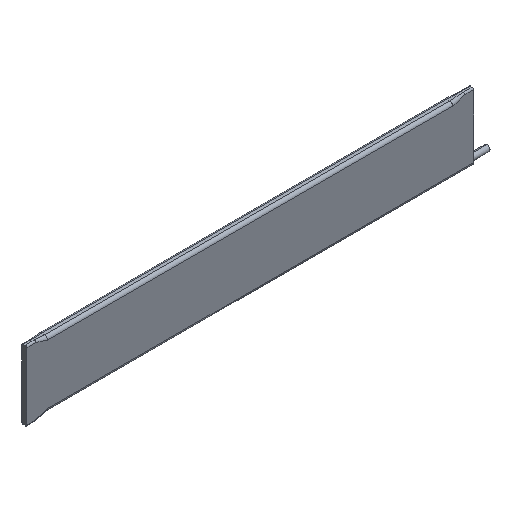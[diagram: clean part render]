
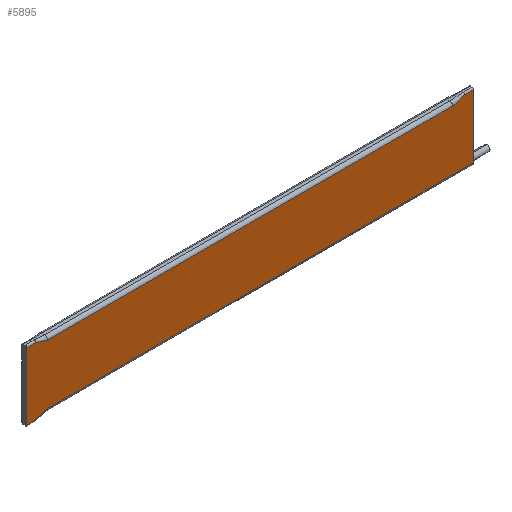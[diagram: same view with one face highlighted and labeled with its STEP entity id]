
A CAD part, isometric view. The second image highlights one B-rep face of the part: STEP entity #5895.
In plain terms, the highlighted planar face has unit normal (0, -1, 0).
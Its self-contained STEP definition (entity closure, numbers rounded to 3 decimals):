
#171 = VECTOR ( 'NONE', #3361, 1000. ) ;
#730 = CARTESIAN_POINT ( 'NONE',  ( 75., 0., -9.95 ) ) ;
#766 = VECTOR ( 'NONE', #14847, 1000. ) ;
#873 = CARTESIAN_POINT ( 'NONE',  ( -68., 0., 9.95 ) ) ;
#890 = CARTESIAN_POINT ( 'NONE',  ( 0., 0., -11.25 ) ) ;
#966 = VERTEX_POINT ( 'NONE', #9819 ) ;
#1008 = VERTEX_POINT ( 'NONE', #10273 ) ;
#1031 = ORIENTED_EDGE ( 'NONE', *, *, #10464, .T. ) ;
#1271 = EDGE_CURVE ( 'NONE', #1008, #12207, #7822, .T. ) ;
#1302 = VERTEX_POINT ( 'NONE', #2787 ) ;
#1556 = CARTESIAN_POINT ( 'NONE',  ( 75., 0., 11.25 ) ) ;
#1723 = EDGE_CURVE ( 'NONE', #966, #7523, #5625, .T. ) ;
#2003 = ORIENTED_EDGE ( 'NONE', *, *, #12053, .T. ) ;
#2257 = AXIS2_PLACEMENT_3D ( 'NONE', #3294, #3364, #7888 ) ;
#2277 = VERTEX_POINT ( 'NONE', #14273 ) ;
#2347 = CARTESIAN_POINT ( 'NONE',  ( 0., 0., 11.25 ) ) ;
#2685 = VECTOR ( 'NONE', #12816, 1000. ) ;
#2787 = CARTESIAN_POINT ( 'NONE',  ( -72., 0., 11.25 ) ) ;
#2848 = DIRECTION ( 'NONE',  ( 0., 0., -1. ) ) ;
#3294 = CARTESIAN_POINT ( 'NONE',  ( 0., 0., 0. ) ) ;
#3361 = DIRECTION ( 'NONE',  ( 0.951, 0., 0.309 ) ) ;
#3364 = DIRECTION ( 'NONE',  ( 0., -1., 0. ) ) ;
#3377 = CARTESIAN_POINT ( 'NONE',  ( 68., 0., -9.95 ) ) ;
#3402 = ORIENTED_EDGE ( 'NONE', *, *, #10297, .T. ) ;
#3490 = LINE ( 'NONE', #7185, #6279 ) ;
#4143 = VECTOR ( 'NONE', #10499, 1000. ) ;
#4296 = VECTOR ( 'NONE', #5066, 1000. ) ;
#4366 = CARTESIAN_POINT ( 'NONE',  ( -70., 0., -10.6 ) ) ;
#4389 = ORIENTED_EDGE ( 'NONE', *, *, #11440, .T. ) ;
#4612 = EDGE_CURVE ( 'NONE', #1008, #5459, #9106, .T. ) ;
#4913 = LINE ( 'NONE', #9494, #13555 ) ;
#5024 = LINE ( 'NONE', #10732, #12784 ) ;
#5066 = DIRECTION ( 'NONE',  ( -0.951, 0., -0.309 ) ) ;
#5191 = CARTESIAN_POINT ( 'NONE',  ( -75., 0., -11.25 ) ) ;
#5459 = VERTEX_POINT ( 'NONE', #730 ) ;
#5625 = LINE ( 'NONE', #14731, #171 ) ;
#5637 = EDGE_LOOP ( 'NONE', ( #1031, #9886, #14854, #14699, #11578, #4389, #14697, #3402, #10974, #2003 ) ) ;
#5757 = DIRECTION ( 'NONE',  ( 0., 0., -1. ) ) ;
#5895 = ADVANCED_FACE ( 'NONE', ( #12688 ), #11558, .T. ) ;
#5956 = LINE ( 'NONE', #2347, #2685 ) ;
#6279 = VECTOR ( 'NONE', #5757, 1000. ) ;
#6484 = LINE ( 'NONE', #8445, #766 ) ;
#6703 = VERTEX_POINT ( 'NONE', #1556 ) ;
#7110 = EDGE_CURVE ( 'NONE', #6703, #5459, #4913, .T. ) ;
#7184 = EDGE_CURVE ( 'NONE', #14890, #12207, #10095, .T. ) ;
#7185 = CARTESIAN_POINT ( 'NONE',  ( -75., 0., 0. ) ) ;
#7523 = VERTEX_POINT ( 'NONE', #12157 ) ;
#7822 = LINE ( 'NONE', #4366, #4296 ) ;
#7888 = DIRECTION ( 'NONE',  ( 0., 0., -1. ) ) ;
#7973 = DIRECTION ( 'NONE',  ( 1., 0., 0. ) ) ;
#8445 = CARTESIAN_POINT ( 'NONE',  ( -70., 0., 10.6 ) ) ;
#9106 = LINE ( 'NONE', #3377, #13121 ) ;
#9494 = CARTESIAN_POINT ( 'NONE',  ( 75., 0., -7.95 ) ) ;
#9819 = CARTESIAN_POINT ( 'NONE',  ( 68., 0., 9.95 ) ) ;
#9886 = ORIENTED_EDGE ( 'NONE', *, *, #7184, .T. ) ;
#9957 = VERTEX_POINT ( 'NONE', #873 ) ;
#10095 = LINE ( 'NONE', #890, #10892 ) ;
#10273 = CARTESIAN_POINT ( 'NONE',  ( -68., 0., -9.95 ) ) ;
#10297 = EDGE_CURVE ( 'NONE', #966, #9957, #5024, .T. ) ;
#10464 = EDGE_CURVE ( 'NONE', #2277, #14890, #3490, .T. ) ;
#10499 = DIRECTION ( 'NONE',  ( -1., 0., 0. ) ) ;
#10732 = CARTESIAN_POINT ( 'NONE',  ( -68., 0., 9.95 ) ) ;
#10892 = VECTOR ( 'NONE', #12425, 1000. ) ;
#10974 = ORIENTED_EDGE ( 'NONE', *, *, #12523, .F. ) ;
#11440 = EDGE_CURVE ( 'NONE', #6703, #7523, #5956, .T. ) ;
#11558 = PLANE ( 'NONE',  #2257 ) ;
#11578 = ORIENTED_EDGE ( 'NONE', *, *, #7110, .F. ) ;
#11773 = CARTESIAN_POINT ( 'NONE',  ( 0., 0., 11.25 ) ) ;
#12053 = EDGE_CURVE ( 'NONE', #1302, #2277, #14112, .T. ) ;
#12157 = CARTESIAN_POINT ( 'NONE',  ( 72., 0., 11.25 ) ) ;
#12207 = VERTEX_POINT ( 'NONE', #12820 ) ;
#12425 = DIRECTION ( 'NONE',  ( 1., 0., 0. ) ) ;
#12523 = EDGE_CURVE ( 'NONE', #1302, #9957, #6484, .T. ) ;
#12688 = FACE_OUTER_BOUND ( 'NONE', #5637, .T. ) ;
#12784 = VECTOR ( 'NONE', #12995, 1000. ) ;
#12816 = DIRECTION ( 'NONE',  ( -1., 0., 0. ) ) ;
#12820 = CARTESIAN_POINT ( 'NONE',  ( -72., 0., -11.25 ) ) ;
#12995 = DIRECTION ( 'NONE',  ( -1., 0., 0. ) ) ;
#13121 = VECTOR ( 'NONE', #7973, 1000. ) ;
#13555 = VECTOR ( 'NONE', #2848, 1000. ) ;
#14112 = LINE ( 'NONE', #11773, #4143 ) ;
#14273 = CARTESIAN_POINT ( 'NONE',  ( -75., 0., 11.25 ) ) ;
#14697 = ORIENTED_EDGE ( 'NONE', *, *, #1723, .F. ) ;
#14699 = ORIENTED_EDGE ( 'NONE', *, *, #4612, .T. ) ;
#14731 = CARTESIAN_POINT ( 'NONE',  ( 68., 0., 9.95 ) ) ;
#14847 = DIRECTION ( 'NONE',  ( 0.951, 0., -0.309 ) ) ;
#14854 = ORIENTED_EDGE ( 'NONE', *, *, #1271, .F. ) ;
#14890 = VERTEX_POINT ( 'NONE', #5191 ) ;
